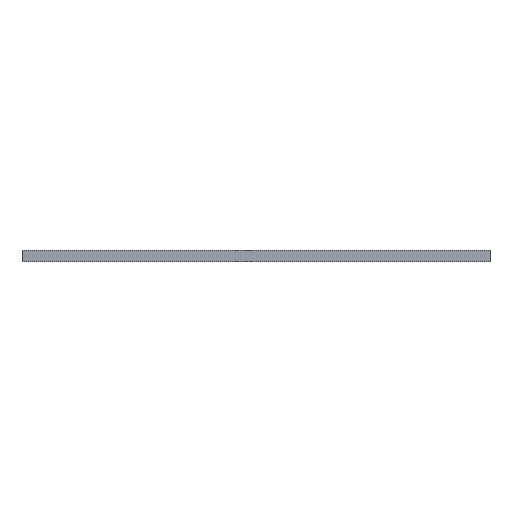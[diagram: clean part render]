
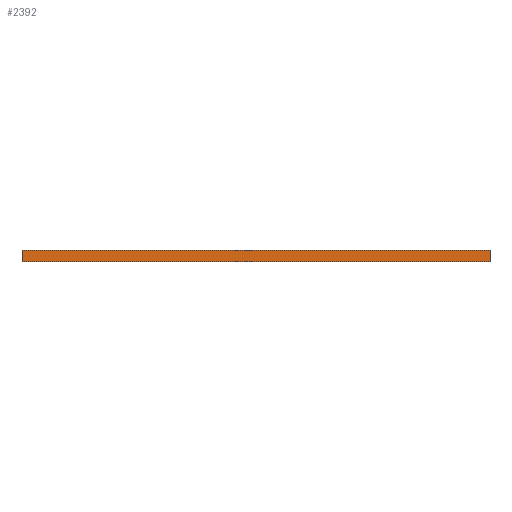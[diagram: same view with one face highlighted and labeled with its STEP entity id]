
A CAD part, left-side view. The second image highlights one B-rep face of the part: STEP entity #2392.
In plain terms, the highlighted planar face has unit normal (-1, 0, 0).
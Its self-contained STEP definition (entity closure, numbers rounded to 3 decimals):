
#16 = FACE_OUTER_BOUND ( 'NONE', #902, .T. ) ;
#100 = CARTESIAN_POINT ( 'NONE',  ( -52.5, 52.5, 0. ) ) ;
#102 = EDGE_CURVE ( 'NONE', #1965, #2448, #1415, .T. ) ;
#171 = ORIENTED_EDGE ( 'NONE', *, *, #2501, .F. ) ;
#216 = CARTESIAN_POINT ( 'NONE',  ( -52.5, 52.5, 2.5 ) ) ;
#465 = DIRECTION ( 'NONE',  ( 0., -1., 0. ) ) ;
#484 = LINE ( 'NONE', #2802, #683 ) ;
#503 = DIRECTION ( 'NONE',  ( 0., 0., -1. ) ) ;
#533 = CARTESIAN_POINT ( 'NONE',  ( -52.5, -52.5, 0. ) ) ;
#683 = VECTOR ( 'NONE', #465, 1000. ) ;
#722 = ORIENTED_EDGE ( 'NONE', *, *, #3402, .T. ) ;
#882 = PLANE ( 'NONE',  #2718 ) ;
#902 = EDGE_LOOP ( 'NONE', ( #2457, #171, #3302, #722 ) ) ;
#1347 = LINE ( 'NONE', #2159, #2562 ) ;
#1415 = LINE ( 'NONE', #216, #1914 ) ;
#1811 = VERTEX_POINT ( 'NONE', #100 ) ;
#1825 = DIRECTION ( 'NONE',  ( 0., 0., -1. ) ) ;
#1914 = VECTOR ( 'NONE', #2243, 1000. ) ;
#1965 = VERTEX_POINT ( 'NONE', #2083 ) ;
#2083 = CARTESIAN_POINT ( 'NONE',  ( -52.5, 52.5, 2.5 ) ) ;
#2159 = CARTESIAN_POINT ( 'NONE',  ( -52.5, -52.5, 2.5 ) ) ;
#2243 = DIRECTION ( 'NONE',  ( 0., -1., 0. ) ) ;
#2356 = DIRECTION ( 'NONE',  ( 1., 0., 0. ) ) ;
#2392 = ADVANCED_FACE ( 'NONE', ( #16 ), #882, .F. ) ;
#2448 = VERTEX_POINT ( 'NONE', #2678 ) ;
#2457 = ORIENTED_EDGE ( 'NONE', *, *, #2567, .T. ) ;
#2501 = EDGE_CURVE ( 'NONE', #2448, #3071, #1347, .T. ) ;
#2562 = VECTOR ( 'NONE', #503, 1000. ) ;
#2567 = EDGE_CURVE ( 'NONE', #1811, #3071, #484, .T. ) ;
#2603 = CARTESIAN_POINT ( 'NONE',  ( -52.5, 52.5, 2.5 ) ) ;
#2678 = CARTESIAN_POINT ( 'NONE',  ( -52.5, -52.5, 2.5 ) ) ;
#2718 = AXIS2_PLACEMENT_3D ( 'NONE', #2603, #2356, #1825 ) ;
#2754 = LINE ( 'NONE', #3270, #2764 ) ;
#2764 = VECTOR ( 'NONE', #3233, 1000. ) ;
#2802 = CARTESIAN_POINT ( 'NONE',  ( -52.5, 52.5, 0. ) ) ;
#3071 = VERTEX_POINT ( 'NONE', #533 ) ;
#3233 = DIRECTION ( 'NONE',  ( 0., 0., -1. ) ) ;
#3270 = CARTESIAN_POINT ( 'NONE',  ( -52.5, 52.5, 2.5 ) ) ;
#3302 = ORIENTED_EDGE ( 'NONE', *, *, #102, .F. ) ;
#3402 = EDGE_CURVE ( 'NONE', #1965, #1811, #2754, .T. ) ;
